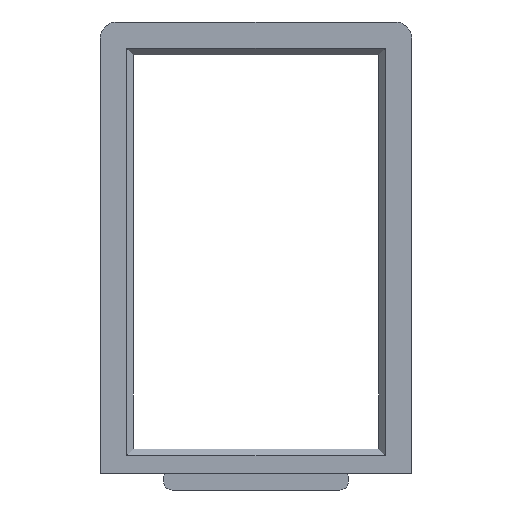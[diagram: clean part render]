
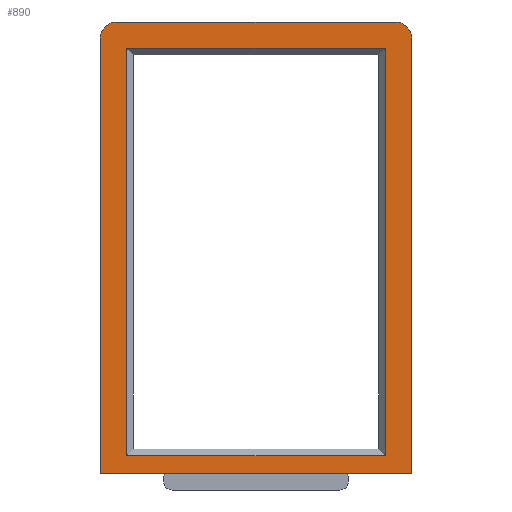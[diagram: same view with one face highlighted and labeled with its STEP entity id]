
A CAD part, front view. The second image highlights one B-rep face of the part: STEP entity #890.
In plain terms, the highlighted planar face has unit normal (0, -1, 0).
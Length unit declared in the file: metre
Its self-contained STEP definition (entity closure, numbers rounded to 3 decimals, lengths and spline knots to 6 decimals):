
#62=LINE('',#1314,#158);
#63=LINE('',#1317,#159);
#64=LINE('',#1319,#160);
#65=LINE('',#1321,#161);
#66=LINE('',#1322,#162);
#67=LINE('',#1327,#163);
#68=LINE('',#1331,#164);
#69=LINE('',#1333,#165);
#158=VECTOR('',#1064,1.);
#159=VECTOR('',#1065,1.);
#160=VECTOR('',#1066,1.);
#161=VECTOR('',#1067,1.);
#162=VECTOR('',#1068,1.);
#163=VECTOR('',#1071,1.);
#164=VECTOR('',#1074,1.);
#165=VECTOR('',#1075,1.);
#229=PLANE('',#961);
#298=ORIENTED_EDGE('',*,*,#558,.T.);
#299=ORIENTED_EDGE('',*,*,#559,.T.);
#300=ORIENTED_EDGE('',*,*,#560,.T.);
#301=ORIENTED_EDGE('',*,*,#561,.T.);
#302=ORIENTED_EDGE('',*,*,#562,.T.);
#303=ORIENTED_EDGE('',*,*,#563,.T.);
#304=ORIENTED_EDGE('',*,*,#564,.T.);
#305=ORIENTED_EDGE('',*,*,#565,.T.);
#306=ORIENTED_EDGE('',*,*,#566,.F.);
#307=ORIENTED_EDGE('',*,*,#567,.F.);
#558=EDGE_CURVE('',#688,#689,#62,.T.);
#559=EDGE_CURVE('',#689,#690,#63,.T.);
#560=EDGE_CURVE('',#690,#691,#64,.T.);
#561=EDGE_CURVE('',#691,#688,#65,.T.);
#562=EDGE_CURVE('',#692,#693,#66,.T.);
#563=EDGE_CURVE('',#693,#694,#748,.T.);
#564=EDGE_CURVE('',#694,#695,#67,.T.);
#565=EDGE_CURVE('',#695,#696,#749,.T.);
#566=EDGE_CURVE('',#697,#696,#68,.T.);
#567=EDGE_CURVE('',#692,#697,#69,.T.);
#688=VERTEX_POINT('',#1315);
#689=VERTEX_POINT('',#1316);
#690=VERTEX_POINT('',#1318);
#691=VERTEX_POINT('',#1320);
#692=VERTEX_POINT('',#1323);
#693=VERTEX_POINT('',#1324);
#694=VERTEX_POINT('',#1326);
#695=VERTEX_POINT('',#1328);
#696=VERTEX_POINT('',#1330);
#697=VERTEX_POINT('',#1332);
#748=CIRCLE('',#962,0.004);
#749=CIRCLE('',#963,0.004);
#766=EDGE_LOOP('',(#298,#299,#300,#301));
#767=EDGE_LOOP('',(#302,#303,#304,#305,#306,#307));
#826=FACE_BOUND('',#766,.T.);
#827=FACE_BOUND('',#767,.T.);
#890=ADVANCED_FACE('',(#826,#827),#229,.T.);
#961=AXIS2_PLACEMENT_3D('',#1313,#1062,#1063);
#962=AXIS2_PLACEMENT_3D('',#1325,#1069,#1070);
#963=AXIS2_PLACEMENT_3D('',#1329,#1072,#1073);
#1062=DIRECTION('',(0.,-1.,0.));
#1063=DIRECTION('',(1.,0.,0.));
#1064=DIRECTION('',(1.,0.,0.));
#1065=DIRECTION('',(0.,0.,-1.));
#1066=DIRECTION('',(-1.,0.,0.));
#1067=DIRECTION('',(0.,0.,1.));
#1068=DIRECTION('',(0.,0.,1.));
#1069=DIRECTION('',(0.,-1.,0.));
#1070=DIRECTION('',(0.,0.,-1.));
#1071=DIRECTION('',(-1.,0.,0.));
#1072=DIRECTION('',(0.,-1.,0.));
#1073=DIRECTION('',(0.,0.,-1.));
#1074=DIRECTION('',(0.,0.,1.));
#1075=DIRECTION('',(-1.,0.,0.));
#1313=CARTESIAN_POINT('',(0.,-0.0168,0.0025));
#1314=CARTESIAN_POINT('',(0.,-0.0168,0.0686));
#1315=CARTESIAN_POINT('',(-0.0316,-0.0168,0.0686));
#1316=CARTESIAN_POINT('',(0.0316,-0.0168,0.0686));
#1317=CARTESIAN_POINT('',(0.0316,-0.0168,0.0025));
#1318=CARTESIAN_POINT('',(0.0316,-0.0168,-0.03085));
#1319=CARTESIAN_POINT('',(-0.03,-0.0168,-0.03085));
#1320=CARTESIAN_POINT('',(-0.0316,-0.0168,-0.03085));
#1321=CARTESIAN_POINT('',(-0.0316,-0.0168,0.067));
#1322=CARTESIAN_POINT('',(0.038,-0.0168,0.019875));
#1323=CARTESIAN_POINT('',(0.038,-0.0168,-0.03525));
#1324=CARTESIAN_POINT('',(0.038,-0.0168,0.071));
#1325=CARTESIAN_POINT('',(0.034,-0.0168,0.071));
#1326=CARTESIAN_POINT('',(0.034,-0.0168,0.075));
#1327=CARTESIAN_POINT('',(0.,-0.0168,0.075));
#1328=CARTESIAN_POINT('',(-0.034,-0.0168,0.075));
#1329=CARTESIAN_POINT('',(-0.034,-0.0168,0.071));
#1330=CARTESIAN_POINT('',(-0.038,-0.0168,0.071));
#1331=CARTESIAN_POINT('',(-0.038,-0.0168,0.019875));
#1332=CARTESIAN_POINT('',(-0.038,-0.0168,-0.03525));
#1333=CARTESIAN_POINT('',(0.,-0.0168,-0.03525));
